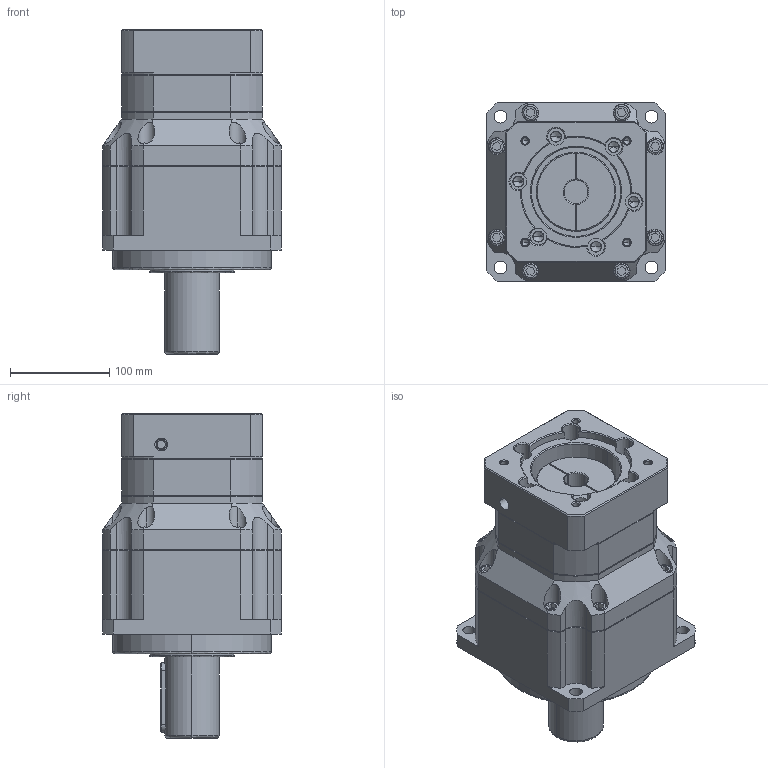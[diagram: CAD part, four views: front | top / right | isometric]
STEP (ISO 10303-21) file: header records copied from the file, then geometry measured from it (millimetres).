
FILE_DESCRIPTION (( 'STEP AP214' ), '1' );
FILE_NAME ('SB180-L2-24-110-145M8Z73.STEP', '2024-01-06T07:43:01', ( 'admin' ), ( '' ), 'SwSTEP 2.0', 'SolidWorks 2013', '' );
FILE_SCHEMA (( 'AUTOMOTIVE_DESIGN' ));
Length unit declared in the file: millimetre
Products named in the file (4): SB180-L2-24-110-145M8Z73; SB142-110-145M8; SB180-L2_X2_58F34F537AEF_X0_-35; SB180_X2_8F9351FA7AEF_X0_
Assembly tree (3 placements, depth 2):
  SB180-L2-24-110-145M8Z73
    SB180_X2_8F9351FA7AEF_X0_
    SB180-L2_X2_58F34F537AEF_X0_-35
    SB142-110-145M8
Bounding box: 180 x 180 x 327 mm (x, y, z)
Volume: 5700962.5 mm3; surface area: 369312.9 mm2
Topology: 3 solids, 3 shells, 544 faces, 1330 edges, 816 vertices
Faces by surface type: plane 204, cylinder 200, cone 115, bspline 25
Entity records: 23421 total; most frequent: CARTESIAN_POINT 4658, DIRECTION 2673, ORIENTED_EDGE 2616, EDGE_CURVE 1308, AXIS2_PLACEMENT_3D 1029, VERTEX_POINT 816, EDGE_LOOP 624, VECTOR 615
